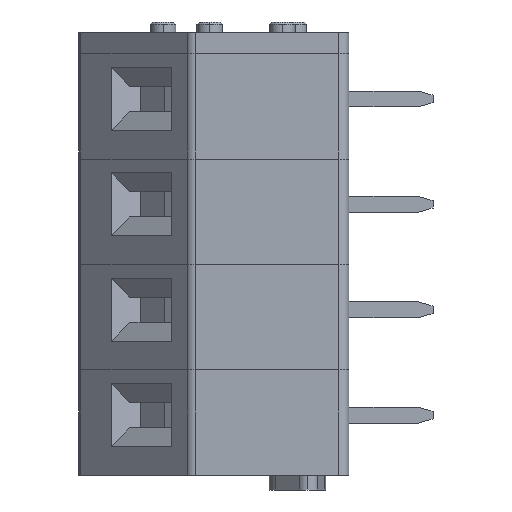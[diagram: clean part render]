
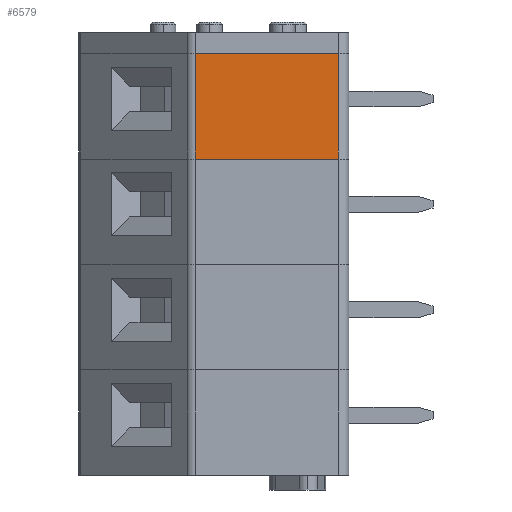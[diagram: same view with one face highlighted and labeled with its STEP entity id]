
A CAD part, left-side view. The second image highlights one B-rep face of the part: STEP entity #6579.
In plain terms, the highlighted planar face has unit normal (-1, 0, 0).
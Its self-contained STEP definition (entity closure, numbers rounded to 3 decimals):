
#47 = ORIENTED_EDGE ( 'NONE', *, *, #9948, .F. ) ;
#1027 = VERTEX_POINT ( 'NONE', #20882 ) ;
#2142 = LINE ( 'NONE', #3511, #21256 ) ;
#2907 = VECTOR ( 'NONE', #17960, 1000. ) ;
#3511 = CARTESIAN_POINT ( 'NONE',  ( 0., 7.293, 0. ) ) ;
#3975 = LINE ( 'NONE', #7982, #10844 ) ;
#5664 = AXIS2_PLACEMENT_3D ( 'NONE', #16614, #24077, #10770 ) ;
#6579 = ADVANCED_FACE ( 'NONE', ( #18448 ), #14918, .T. ) ;
#6903 = EDGE_CURVE ( 'NONE', #21853, #15265, #19916, .T. ) ;
#7982 = CARTESIAN_POINT ( 'NONE',  ( 0., 7.293, 0. ) ) ;
#8541 = ORIENTED_EDGE ( 'NONE', *, *, #6903, .T. ) ;
#8965 = CARTESIAN_POINT ( 'NONE',  ( 0., 0.5, 0. ) ) ;
#9948 = EDGE_CURVE ( 'NONE', #17878, #1027, #2142, .T. ) ;
#10770 = DIRECTION ( 'NONE',  ( 0., -1., 0. ) ) ;
#10844 = VECTOR ( 'NONE', #18848, 1000. ) ;
#11513 = CARTESIAN_POINT ( 'NONE',  ( 0., 7.293, 0. ) ) ;
#13370 = EDGE_CURVE ( 'NONE', #17878, #21853, #3975, .T. ) ;
#13906 = DIRECTION ( 'NONE',  ( 0., 1., 0. ) ) ;
#14268 = CARTESIAN_POINT ( 'NONE',  ( 0., 7.293, 5. ) ) ;
#14644 = CARTESIAN_POINT ( 'NONE',  ( 0., 0.5, 0. ) ) ;
#14730 = DIRECTION ( 'NONE',  ( 0., 0., 1. ) ) ;
#14918 = PLANE ( 'NONE',  #5664 ) ;
#15265 = VERTEX_POINT ( 'NONE', #22617 ) ;
#16166 = ORIENTED_EDGE ( 'NONE', *, *, #18145, .T. ) ;
#16533 = EDGE_LOOP ( 'NONE', ( #8541, #16166, #47, #23268 ) ) ;
#16614 = CARTESIAN_POINT ( 'NONE',  ( 0., 7.293, 0. ) ) ;
#17567 = LINE ( 'NONE', #14268, #21877 ) ;
#17878 = VERTEX_POINT ( 'NONE', #11513 ) ;
#17960 = DIRECTION ( 'NONE',  ( 0., 0., 1. ) ) ;
#18145 = EDGE_CURVE ( 'NONE', #15265, #1027, #17567, .T. ) ;
#18448 = FACE_OUTER_BOUND ( 'NONE', #16533, .T. ) ;
#18848 = DIRECTION ( 'NONE',  ( 0., -1., 0. ) ) ;
#19916 = LINE ( 'NONE', #14644, #2907 ) ;
#20882 = CARTESIAN_POINT ( 'NONE',  ( 0., 7.293, 5. ) ) ;
#21256 = VECTOR ( 'NONE', #14730, 1000. ) ;
#21853 = VERTEX_POINT ( 'NONE', #8965 ) ;
#21877 = VECTOR ( 'NONE', #13906, 1000. ) ;
#22617 = CARTESIAN_POINT ( 'NONE',  ( 0., 0.5, 5. ) ) ;
#23268 = ORIENTED_EDGE ( 'NONE', *, *, #13370, .T. ) ;
#24077 = DIRECTION ( 'NONE',  ( -1., 0., 0. ) ) ;
